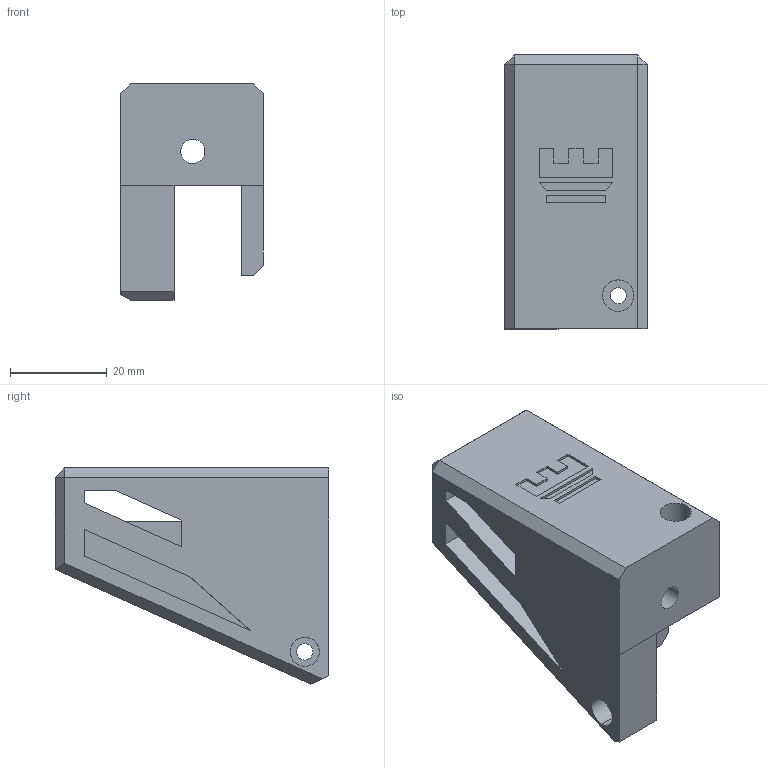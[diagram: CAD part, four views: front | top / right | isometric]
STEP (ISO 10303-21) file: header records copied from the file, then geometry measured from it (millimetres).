
FILE_DESCRIPTION (( 'STEP AP214' ), '1' );
FILE_NAME ('V1Left_Idler 1.0.STEP', '2022-11-15T20:36:51', ( '' ), ( '' ), 'SwSTEP 2.0', 'SolidWorks 2020', '' );
FILE_SCHEMA (( 'AUTOMOTIVE_DESIGN' ));
Length unit declared in the file: inch
Products named in the file (1): V1Left_Idler 1.0
Bounding box: 29.44 x 56.6 x 44.68 mm (x, y, z)
Volume: 32015 mm3; surface area: 11751.9 mm2
Topology: 1 solids, 1 shells, 80 faces, 208 edges, 133 vertices
Faces by surface type: plane 66, cylinder 14
Entity records: 3052 total; most frequent: CARTESIAN_POINT 427, ORIENTED_EDGE 416, DIRECTION 393, EDGE_CURVE 208, VECTOR 175, LINE 175, VERTEX_POINT 133, AXIS2_PLACEMENT_3D 109
